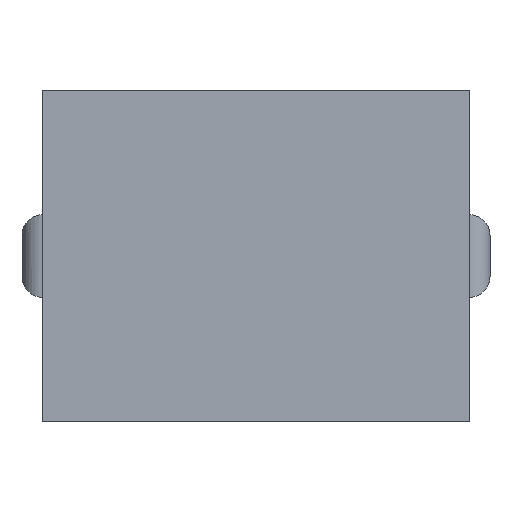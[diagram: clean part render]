
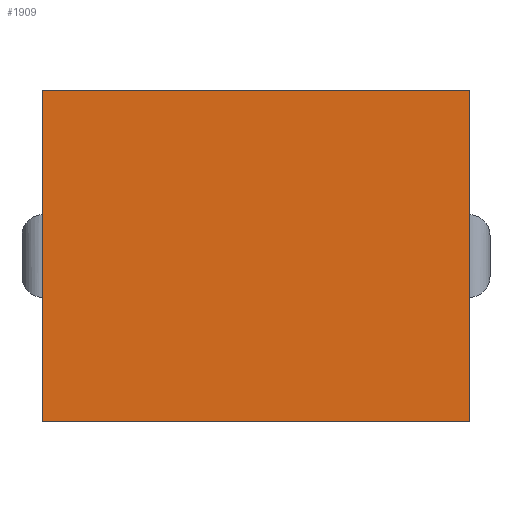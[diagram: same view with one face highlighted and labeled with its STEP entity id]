
A CAD part, front view. The second image highlights one B-rep face of the part: STEP entity #1909.
In plain terms, the highlighted planar face has unit normal (0, -1, 0).
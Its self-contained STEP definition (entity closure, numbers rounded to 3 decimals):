
#33 = PLANE ( 'NONE',  #747 ) ;
#125 = ORIENTED_EDGE ( 'NONE', *, *, #2978, .T. ) ;
#139 = VECTOR ( 'NONE', #1932, 1000. ) ;
#427 = ORIENTED_EDGE ( 'NONE', *, *, #2652, .T. ) ;
#429 = CARTESIAN_POINT ( 'NONE',  ( 0., 0., 2.4 ) ) ;
#747 = AXIS2_PLACEMENT_3D ( 'NONE', #429, #2923, #2942 ) ;
#925 = VECTOR ( 'NONE', #2797, 1000. ) ;
#972 = CARTESIAN_POINT ( 'NONE',  ( 0., 0., 2.4 ) ) ;
#1136 = EDGE_LOOP ( 'NONE', ( #427, #3269, #3100, #125 ) ) ;
#1238 = LINE ( 'NONE', #972, #925 ) ;
#1254 = CARTESIAN_POINT ( 'NONE',  ( 3.1, 0., 0. ) ) ;
#1324 = CARTESIAN_POINT ( 'NONE',  ( 0., 0., 0. ) ) ;
#1405 = VERTEX_POINT ( 'NONE', #1254 ) ;
#1433 = CARTESIAN_POINT ( 'NONE',  ( 0., 0., 0. ) ) ;
#1434 = VERTEX_POINT ( 'NONE', #2526 ) ;
#1488 = DIRECTION ( 'NONE',  ( 0., 0., -1. ) ) ;
#1633 = EDGE_CURVE ( 'NONE', #1434, #1761, #2187, .T. ) ;
#1761 = VERTEX_POINT ( 'NONE', #3069 ) ;
#1909 = ADVANCED_FACE ( 'NONE', ( #2960 ), #33, .F. ) ;
#1930 = LINE ( 'NONE', #1433, #2605 ) ;
#1932 = DIRECTION ( 'NONE',  ( 1., 0., 0. ) ) ;
#2139 = VERTEX_POINT ( 'NONE', #1324 ) ;
#2187 = LINE ( 'NONE', #2399, #139 ) ;
#2399 = CARTESIAN_POINT ( 'NONE',  ( 0., 0., 2.4 ) ) ;
#2472 = LINE ( 'NONE', #2489, #3322 ) ;
#2489 = CARTESIAN_POINT ( 'NONE',  ( 3.1, 0., 2.4 ) ) ;
#2526 = CARTESIAN_POINT ( 'NONE',  ( 0., 0., 2.4 ) ) ;
#2605 = VECTOR ( 'NONE', #2982, 1000. ) ;
#2652 = EDGE_CURVE ( 'NONE', #2139, #1405, #1930, .T. ) ;
#2797 = DIRECTION ( 'NONE',  ( 0., 0., -1. ) ) ;
#2923 = DIRECTION ( 'NONE',  ( 0., 1., 0. ) ) ;
#2942 = DIRECTION ( 'NONE',  ( 0., 0., 1. ) ) ;
#2960 = FACE_OUTER_BOUND ( 'NONE', #1136, .T. ) ;
#2978 = EDGE_CURVE ( 'NONE', #1434, #2139, #1238, .T. ) ;
#2982 = DIRECTION ( 'NONE',  ( 1., 0., 0. ) ) ;
#2993 = EDGE_CURVE ( 'NONE', #1761, #1405, #2472, .T. ) ;
#3069 = CARTESIAN_POINT ( 'NONE',  ( 3.1, 0., 2.4 ) ) ;
#3100 = ORIENTED_EDGE ( 'NONE', *, *, #1633, .F. ) ;
#3269 = ORIENTED_EDGE ( 'NONE', *, *, #2993, .F. ) ;
#3322 = VECTOR ( 'NONE', #1488, 1000. ) ;
